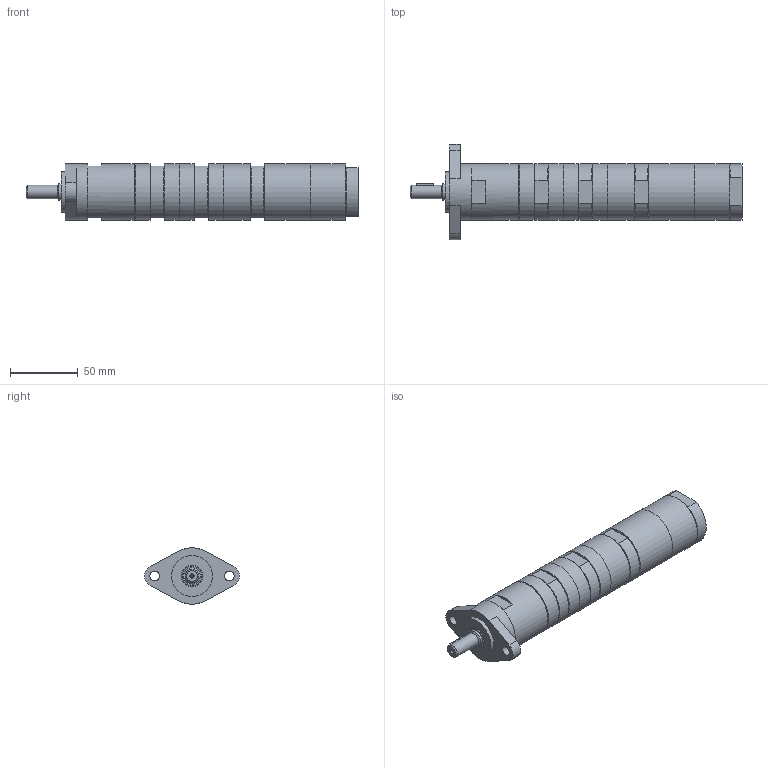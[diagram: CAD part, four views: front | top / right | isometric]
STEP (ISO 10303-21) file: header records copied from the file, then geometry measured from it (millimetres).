
FILE_DESCRIPTION(/* description */ ('MUD 23-85 A17'),/* implementation_level */ '2;1');
FILE_NAME(/* name */ 'MUD 23-85 A17_60023337.stp',/* time_stamp */ '2023-11-30T11:55:24+01:00',/* author */ ('DSteinicke'),/* organization */ (''),/* preprocessor_version */ 'ST-DEVELOPER v19.2',/* originating_system */ 'Autodesk Inventor 2024',/* authorisation */ '');
FILE_SCHEMA (('AUTOMOTIVE_DESIGN { 1 0 10303 214 3 1 1 }'));
Length unit declared in the file: millimetre
Products named in the file (1): 60023337
Bounding box: 244.3 x 69.94 x 41.5 mm (x, y, z)
Volume: 293822 mm3; surface area: 35640.8 mm2
Topology: 1 solids, 1 shells, 178 faces, 435 edges, 273 vertices
Faces by surface type: plane 109, cylinder 33, cone 29, bspline 7
Full cylindrical faces by diameter (mm): 1.6 x1, 7 x2, 10 x1, 11.445 x3, 12 x1, 14.95 x1, 16 x1, 30 x1, 37.99 x1, 41.5 x9
Entity records: 5482 total; most frequent: CARTESIAN_POINT 1064, ORIENTED_EDGE 868, DIRECTION 856, EDGE_CURVE 434, AXIS2_PLACEMENT_3D 294, VERTEX_POINT 273, LINE 268, VECTOR 268
